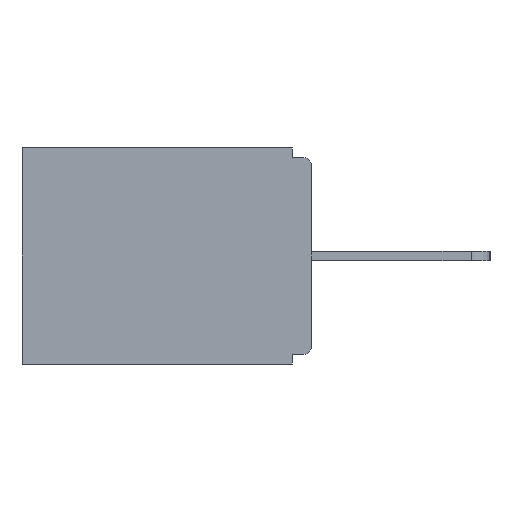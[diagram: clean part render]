
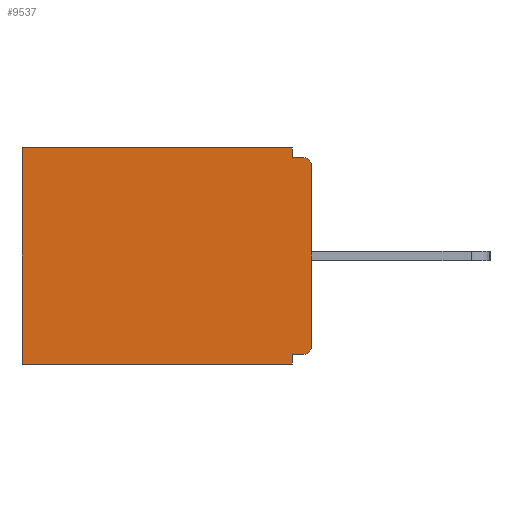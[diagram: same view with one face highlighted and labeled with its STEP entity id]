
A CAD part, left-side view. The second image highlights one B-rep face of the part: STEP entity #9537.
In plain terms, the highlighted planar face has unit normal (-1, 0, 0).
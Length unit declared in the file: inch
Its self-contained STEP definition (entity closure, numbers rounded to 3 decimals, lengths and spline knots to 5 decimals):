
#36 = EDGE_CURVE ( 'NONE', #888, #6510, #16147, .T. ) ;
#246 = DIRECTION ( 'NONE',  ( 0., 0., -1. ) ) ;
#251 = ORIENTED_EDGE ( 'NONE', *, *, #9797, .T. ) ;
#483 = EDGE_CURVE ( 'NONE', #4744, #7701, #9463, .T. ) ;
#676 = CARTESIAN_POINT ( 'NONE',  ( 0.298, 0., -0.343 ) ) ;
#888 = VERTEX_POINT ( 'NONE', #12167 ) ;
#1197 = DIRECTION ( 'NONE',  ( 0., 1., 0. ) ) ;
#1281 = CARTESIAN_POINT ( 'NONE',  ( 0.298, 0., -0.015 ) ) ;
#1303 = CARTESIAN_POINT ( 'NONE',  ( 0.298, 0.015, -0.313 ) ) ;
#1483 = VERTEX_POINT ( 'NONE', #3174 ) ;
#1587 = CARTESIAN_POINT ( 'NONE',  ( 0.298, 0.031, -0.343 ) ) ;
#1996 = LINE ( 'NONE', #676, #15063 ) ;
#2051 = CIRCLE ( 'NONE', #3458, 0.015 ) ;
#2998 = ORIENTED_EDGE ( 'NONE', *, *, #3886, .F. ) ;
#3165 = CARTESIAN_POINT ( 'NONE',  ( 0.298, 0.031, -0.343 ) ) ;
#3174 = CARTESIAN_POINT ( 'NONE',  ( 0.298, 0.031, -0.015 ) ) ;
#3458 = AXIS2_PLACEMENT_3D ( 'NONE', #1303, #9398, #8084 ) ;
#3886 = EDGE_CURVE ( 'NONE', #4744, #1483, #12319, .T. ) ;
#4600 = LINE ( 'NONE', #7341, #10769 ) ;
#4661 = FACE_OUTER_BOUND ( 'NONE', #6083, .T. ) ;
#4744 = VERTEX_POINT ( 'NONE', #5761 ) ;
#4925 = DIRECTION ( 'NONE',  ( 0., 0., -1. ) ) ;
#5140 = VECTOR ( 'NONE', #1197, 39.37008 ) ;
#5249 = CARTESIAN_POINT ( 'NONE',  ( 0.298, 0., 0. ) ) ;
#5587 = DIRECTION ( 'NONE',  ( 0., -1., 0. ) ) ;
#5759 = ORIENTED_EDGE ( 'NONE', *, *, #36, .F. ) ;
#5761 = CARTESIAN_POINT ( 'NONE',  ( 0.298, 0.031, 0. ) ) ;
#5903 = DIRECTION ( 'NONE',  ( 1., 0., 0. ) ) ;
#5992 = PLANE ( 'NONE',  #10512 ) ;
#6083 = EDGE_LOOP ( 'NONE', ( #11037, #11483, #2998, #14700, #13628, #9525, #12551, #15460, #251, #5759 ) ) ;
#6375 = CIRCLE ( 'NONE', #16749, 0.015 ) ;
#6510 = VERTEX_POINT ( 'NONE', #7522 ) ;
#6693 = VECTOR ( 'NONE', #5587, 39.37008 ) ;
#7055 = CARTESIAN_POINT ( 'NONE',  ( 0.298, 0.015, -0.015 ) ) ;
#7341 = CARTESIAN_POINT ( 'NONE',  ( 0.298, 0., -0.328 ) ) ;
#7522 = CARTESIAN_POINT ( 'NONE',  ( 0.298, 0., -0.313 ) ) ;
#7547 = DIRECTION ( 'NONE',  ( 0., 1., 0. ) ) ;
#7701 = VERTEX_POINT ( 'NONE', #12240 ) ;
#7901 = VECTOR ( 'NONE', #246, 39.37008 ) ;
#8084 = DIRECTION ( 'NONE',  ( 0., 0., -1. ) ) ;
#8085 = CARTESIAN_POINT ( 'NONE',  ( 0.298, 0., 0. ) ) ;
#8190 = VERTEX_POINT ( 'NONE', #7055 ) ;
#8251 = CARTESIAN_POINT ( 'NONE',  ( 0.298, 0.46, 0. ) ) ;
#8298 = CARTESIAN_POINT ( 'NONE',  ( 0.298, 0.015, -0.328 ) ) ;
#9109 = EDGE_CURVE ( 'NONE', #13584, #14066, #4600, .T. ) ;
#9377 = CARTESIAN_POINT ( 'NONE',  ( 0.298, 0.031, -0.343 ) ) ;
#9398 = DIRECTION ( 'NONE',  ( -1., 0., 0. ) ) ;
#9463 = LINE ( 'NONE', #5249, #5140 ) ;
#9525 = ORIENTED_EDGE ( 'NONE', *, *, #12873, .F. ) ;
#9537 = ADVANCED_FACE ( 'NONE', ( #4661 ), #5992, .F. ) ;
#9797 = EDGE_CURVE ( 'NONE', #13584, #6510, #2051, .T. ) ;
#10186 = CARTESIAN_POINT ( 'NONE',  ( 0.298, 0.46, -0.343 ) ) ;
#10512 = AXIS2_PLACEMENT_3D ( 'NONE', #11336, #5903, #13777 ) ;
#10703 = LINE ( 'NONE', #8251, #13882 ) ;
#10769 = VECTOR ( 'NONE', #15396, 39.37008 ) ;
#11037 = ORIENTED_EDGE ( 'NONE', *, *, #14284, .T. ) ;
#11047 = EDGE_CURVE ( 'NONE', #14066, #15472, #11070, .T. ) ;
#11070 = LINE ( 'NONE', #3165, #13848 ) ;
#11336 = CARTESIAN_POINT ( 'NONE',  ( 0.298, 0., 0. ) ) ;
#11450 = EDGE_CURVE ( 'NONE', #7701, #14749, #10703, .T. ) ;
#11483 = ORIENTED_EDGE ( 'NONE', *, *, #15368, .F. ) ;
#12167 = CARTESIAN_POINT ( 'NONE',  ( 0.298, 0., -0.03 ) ) ;
#12240 = CARTESIAN_POINT ( 'NONE',  ( 0.298, 0.46, 0. ) ) ;
#12319 = LINE ( 'NONE', #1587, #13375 ) ;
#12551 = ORIENTED_EDGE ( 'NONE', *, *, #11047, .F. ) ;
#12873 = EDGE_CURVE ( 'NONE', #15472, #14749, #1996, .T. ) ;
#13375 = VECTOR ( 'NONE', #16262, 39.37008 ) ;
#13584 = VERTEX_POINT ( 'NONE', #8298 ) ;
#13604 = CARTESIAN_POINT ( 'NONE',  ( 0.298, 0.031, -0.328 ) ) ;
#13628 = ORIENTED_EDGE ( 'NONE', *, *, #11450, .T. ) ;
#13777 = DIRECTION ( 'NONE',  ( 0., 0., -1. ) ) ;
#13848 = VECTOR ( 'NONE', #15102, 39.37008 ) ;
#13882 = VECTOR ( 'NONE', #16316, 39.37008 ) ;
#14066 = VERTEX_POINT ( 'NONE', #13604 ) ;
#14218 = CARTESIAN_POINT ( 'NONE',  ( 0.298, 0.015, -0.03 ) ) ;
#14284 = EDGE_CURVE ( 'NONE', #888, #8190, #6375, .T. ) ;
#14700 = ORIENTED_EDGE ( 'NONE', *, *, #483, .T. ) ;
#14749 = VERTEX_POINT ( 'NONE', #10186 ) ;
#15063 = VECTOR ( 'NONE', #7547, 39.37008 ) ;
#15102 = DIRECTION ( 'NONE',  ( 0., 0., -1. ) ) ;
#15368 = EDGE_CURVE ( 'NONE', #1483, #8190, #16208, .T. ) ;
#15396 = DIRECTION ( 'NONE',  ( 0., 1., 0. ) ) ;
#15460 = ORIENTED_EDGE ( 'NONE', *, *, #9109, .F. ) ;
#15472 = VERTEX_POINT ( 'NONE', #9377 ) ;
#16147 = LINE ( 'NONE', #8085, #7901 ) ;
#16208 = LINE ( 'NONE', #1281, #6693 ) ;
#16262 = DIRECTION ( 'NONE',  ( 0., 0., -1. ) ) ;
#16316 = DIRECTION ( 'NONE',  ( 0., 0., -1. ) ) ;
#16749 = AXIS2_PLACEMENT_3D ( 'NONE', #14218, #17118, #4925 ) ;
#17118 = DIRECTION ( 'NONE',  ( -1., 0., 0. ) ) ;
